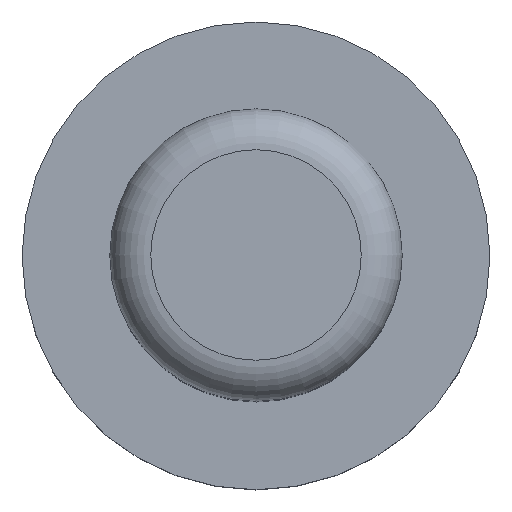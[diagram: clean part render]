
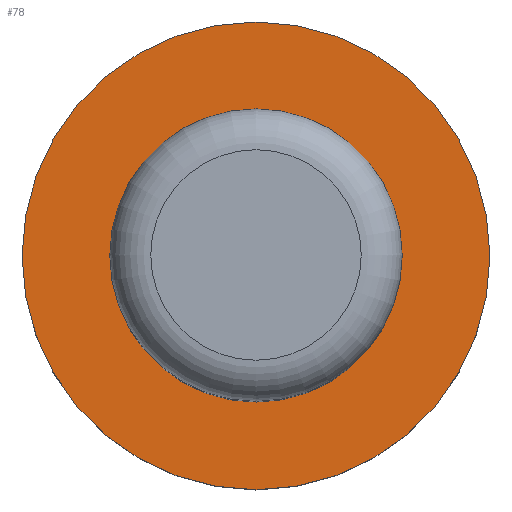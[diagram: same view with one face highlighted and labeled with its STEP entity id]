
A CAD part, top view. The second image highlights one B-rep face of the part: STEP entity #78.
In plain terms, the highlighted planar face has unit normal (0, 0, 1).
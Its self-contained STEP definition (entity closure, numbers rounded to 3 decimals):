
#15=FACE_BOUND('',#36,.T.);
#17=PLANE('',#104);
#29=FACE_OUTER_BOUND('',#35,.T.);
#35=EDGE_LOOP('',(#70));
#36=EDGE_LOOP('',(#71));
#41=CIRCLE('',#99,2.5);
#42=CIRCLE('',#102,4.);
#46=VERTEX_POINT('',#142);
#47=VERTEX_POINT('',#147);
#53=EDGE_CURVE('',#46,#46,#41,.T.);
#54=EDGE_CURVE('',#47,#47,#42,.T.);
#70=ORIENTED_EDGE('',*,*,#54,.T.);
#71=ORIENTED_EDGE('',*,*,#53,.T.);
#78=ADVANCED_FACE('',(#29,#15),#17,.T.);
#99=AXIS2_PLACEMENT_3D('',#144,#119,#120);
#102=AXIS2_PLACEMENT_3D('',#148,#125,#126);
#104=AXIS2_PLACEMENT_3D('',#152,#130,#131);
#119=DIRECTION('center_axis',(0.,0.,-1.));
#120=DIRECTION('ref_axis',(1.,0.,0.));
#125=DIRECTION('center_axis',(0.,0.,1.));
#126=DIRECTION('ref_axis',(1.,0.,0.));
#130=DIRECTION('center_axis',(0.,0.,1.));
#131=DIRECTION('ref_axis',(1.,0.,0.));
#142=CARTESIAN_POINT('',(-2.5,0.,2.));
#144=CARTESIAN_POINT('Origin',(0.,0.,2.));
#147=CARTESIAN_POINT('',(-4.,0.,2.));
#148=CARTESIAN_POINT('Origin',(0.,0.,2.));
#152=CARTESIAN_POINT('Origin',(0.,0.,2.));
